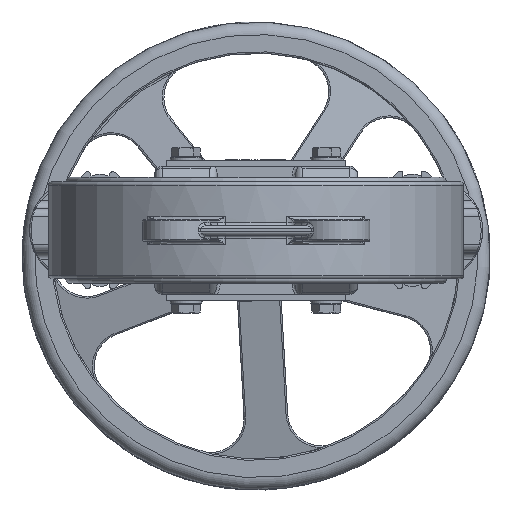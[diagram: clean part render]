
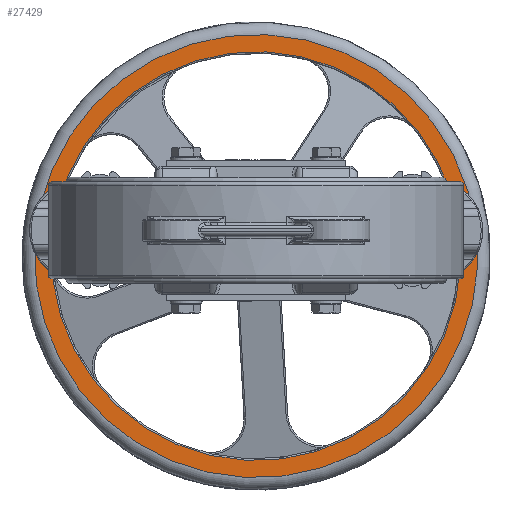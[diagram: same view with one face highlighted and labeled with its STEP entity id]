
A CAD part, front view. The second image highlights one B-rep face of the part: STEP entity #27429.
In plain terms, the highlighted face is planar.
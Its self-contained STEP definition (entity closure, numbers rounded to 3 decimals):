
#3507=FACE_BOUND('',#6710,.T.);
#3836=PLANE('',#30312);
#5002=FACE_OUTER_BOUND('',#6709,.T.);
#6709=EDGE_LOOP('',(#23326));
#6710=EDGE_LOOP('',(#23327));
#11423=CIRCLE('',#30310,131.);
#11425=CIRCLE('',#30313,142.);
#13731=VERTEX_POINT('',#50452);
#13732=VERTEX_POINT('',#50456);
#17069=EDGE_CURVE('',#13731,#13731,#11423,.T.);
#17071=EDGE_CURVE('',#13732,#13732,#11425,.T.);
#23326=ORIENTED_EDGE('',*,*,#17071,.F.);
#23327=ORIENTED_EDGE('',*,*,#17069,.F.);
#27429=ADVANCED_FACE('',(#5002,#3507),#3836,.T.);
#30310=AXIS2_PLACEMENT_3D('',#50453,#36673,#36674);
#30312=AXIS2_PLACEMENT_3D('',#50455,#36677,#36678);
#30313=AXIS2_PLACEMENT_3D('',#50457,#36679,#36680);
#36673=DIRECTION('center_axis',(0.,0.,-1.));
#36674=DIRECTION('ref_axis',(0.,1.,0.));
#36677=DIRECTION('center_axis',(0.,0.,-1.));
#36678=DIRECTION('ref_axis',(-1.,0.,0.));
#36679=DIRECTION('center_axis',(0.,0.,1.));
#36680=DIRECTION('ref_axis',(0.,1.,0.));
#50452=CARTESIAN_POINT('',(-131.,0.,22.459));
#50453=CARTESIAN_POINT('Origin',(0.,0.,22.459));
#50455=CARTESIAN_POINT('Origin',(0.,-150.,22.459));
#50456=CARTESIAN_POINT('',(-142.,0.,22.459));
#50457=CARTESIAN_POINT('Origin',(0.,0.,22.459));
